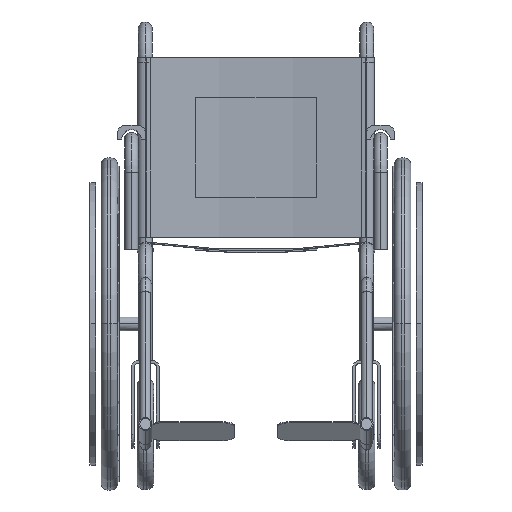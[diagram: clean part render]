
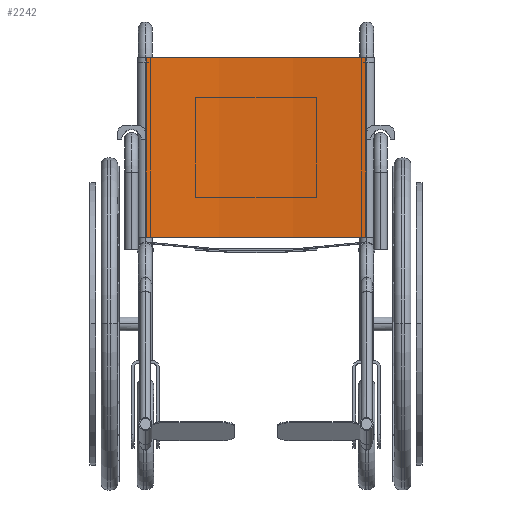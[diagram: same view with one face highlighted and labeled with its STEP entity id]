
A CAD part, top view. The second image highlights one B-rep face of the part: STEP entity #2242.
In plain terms, the highlighted cylindrical face has radius 1372.06 mm (diameter 2744.12 mm), a partial arc.
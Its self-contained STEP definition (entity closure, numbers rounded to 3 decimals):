
#43 = CYLINDRICAL_SURFACE ( 'NONE', #10135, 1372.06 ) ;
#90 = AXIS2_PLACEMENT_3D ( 'NONE', #9608, #11891, #14130 ) ;
#521 = VERTEX_POINT ( 'NONE', #8855 ) ;
#552 = CIRCLE ( 'NONE', #90, 1372.06 ) ;
#892 = VECTOR ( 'NONE', #3273, 1000. ) ;
#973 = AXIS2_PLACEMENT_3D ( 'NONE', #5495, #5867, #11479 ) ;
#1046 = ORIENTED_EDGE ( 'NONE', *, *, #7069, .T. ) ;
#1323 = CARTESIAN_POINT ( 'NONE',  ( -197.908, 23.279, -163.152 ) ) ;
#2242 = ADVANCED_FACE ( 'NONE', ( #2357 ), #43, .F. ) ;
#2357 = FACE_OUTER_BOUND ( 'NONE', #3610, .T. ) ;
#2485 = EDGE_CURVE ( 'NONE', #12575, #7559, #4134, .T. ) ;
#3273 = DIRECTION ( 'NONE',  ( 0., 1., 0. ) ) ;
#3449 = EDGE_CURVE ( 'NONE', #7362, #521, #3493, .T. ) ;
#3493 = LINE ( 'NONE', #1323, #892 ) ;
#3550 = DIRECTION ( 'NONE',  ( -1., 0., 0. ) ) ;
#3610 = EDGE_LOOP ( 'NONE', ( #8129, #6355, #1046, #8502 ) ) ;
#4134 = LINE ( 'NONE', #14310, #11315 ) ;
#4751 = DIRECTION ( 'NONE',  ( 0., 1., 0. ) ) ;
#5495 = CARTESIAN_POINT ( 'NONE',  ( 0., 23.279, 1194.56 ) ) ;
#5867 = DIRECTION ( 'NONE',  ( 0., -1., 0. ) ) ;
#6210 = EDGE_CURVE ( 'NONE', #521, #7559, #552, .T. ) ;
#6355 = ORIENTED_EDGE ( 'NONE', *, *, #3449, .F. ) ;
#6589 = CARTESIAN_POINT ( 'NONE',  ( -197.908, 23.279, -163.152 ) ) ;
#7069 = EDGE_CURVE ( 'NONE', #7362, #12575, #14513, .T. ) ;
#7362 = VERTEX_POINT ( 'NONE', #6589 ) ;
#7559 = VERTEX_POINT ( 'NONE', #9268 ) ;
#8129 = ORIENTED_EDGE ( 'NONE', *, *, #6210, .F. ) ;
#8502 = ORIENTED_EDGE ( 'NONE', *, *, #2485, .T. ) ;
#8855 = CARTESIAN_POINT ( 'NONE',  ( -197.908, 348.279, -163.152 ) ) ;
#9268 = CARTESIAN_POINT ( 'NONE',  ( 197.908, 348.279, -163.152 ) ) ;
#9608 = CARTESIAN_POINT ( 'NONE',  ( 0., 348.279, 1194.56 ) ) ;
#9855 = DIRECTION ( 'NONE',  ( 0., 1., 0. ) ) ;
#10135 = AXIS2_PLACEMENT_3D ( 'NONE', #10183, #4751, #3550 ) ;
#10183 = CARTESIAN_POINT ( 'NONE',  ( 0., 23.279, 1194.56 ) ) ;
#11315 = VECTOR ( 'NONE', #9855, 1000. ) ;
#11463 = CARTESIAN_POINT ( 'NONE',  ( 197.908, 23.279, -163.152 ) ) ;
#11479 = DIRECTION ( 'NONE',  ( 1., 0., 0. ) ) ;
#11891 = DIRECTION ( 'NONE',  ( 0., -1., 0. ) ) ;
#12575 = VERTEX_POINT ( 'NONE', #11463 ) ;
#14130 = DIRECTION ( 'NONE',  ( 1., 0., 0. ) ) ;
#14310 = CARTESIAN_POINT ( 'NONE',  ( 197.908, 23.279, -163.152 ) ) ;
#14513 = CIRCLE ( 'NONE', #973, 1372.06 ) ;
